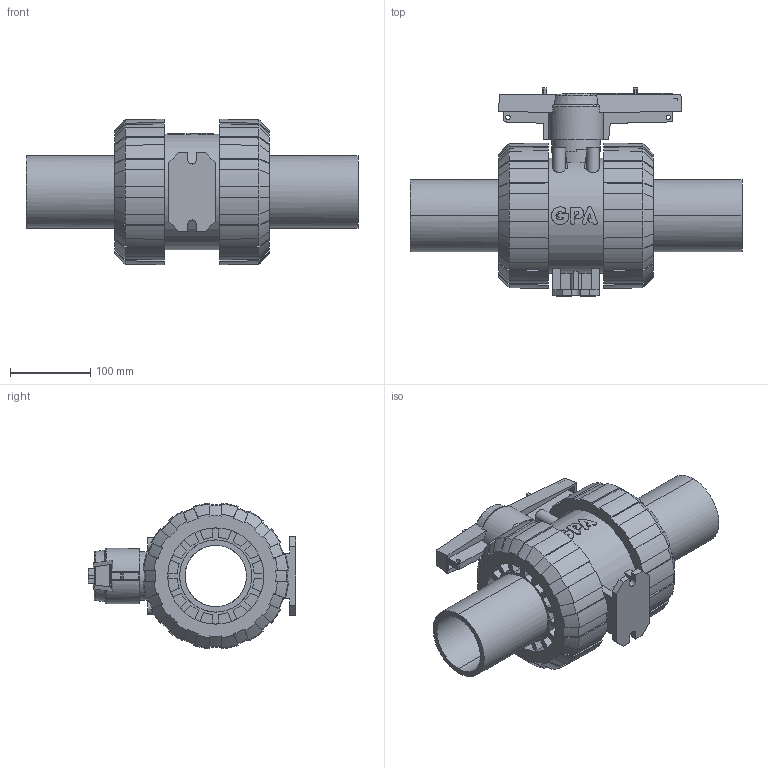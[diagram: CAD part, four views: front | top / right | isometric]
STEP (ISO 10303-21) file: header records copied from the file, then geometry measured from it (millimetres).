
FILE_DESCRIPTION(/* description */ ('PVC Ball Valve type M1 with EPDM gasket and long PE SDR11 spigots, Ø90/DN80 , PN10'),/* implementation_level */ '2;1');
FILE_NAME(/* name */ 'M1BEU-E-090',/* time_stamp */ '2021-11-25T13:21:37+01:00',/* author */ ('COAB Solutions'),/* organization */ ('GPA Flowsystem'),/* preprocessor_version */ 'ST-DEVELOPER v18.1',/* originating_system */ 'www.coabsolutions.com',/* authorisation */ 'unknown authorization');
FILE_SCHEMA (('AUTOMOTIVE_DESIGN { 1 0 10303 214 3 1 1 }'));
Length unit declared in the file: millimetre
Products named in the file (1): M1DU-E-090
Bounding box: 414 x 259.3 x 181.41 mm (x, y, z)
Volume: 3792654.2 mm3; surface area: 571463.3 mm2
Topology: 3 solids, 3 shells, 589 faces, 1698 edges, 1131 vertices
Faces by surface type: plane 287, cone 140, cylinder 121, bspline 33, torus 8
Full cylindrical faces by diameter (mm): 5.5 x2, 16 x4, 60.5 x1, 80 x1, 120 x2, 144 x1, 150.9 x2
Entity records: 22753 total; most frequent: CARTESIAN_POINT 7441, ORIENTED_EDGE 3396, DIRECTION 2971, EDGE_CURVE 1698, VERTEX_POINT 1131, AXIS2_PLACEMENT_3D 1088, LINE 795, VECTOR 795
